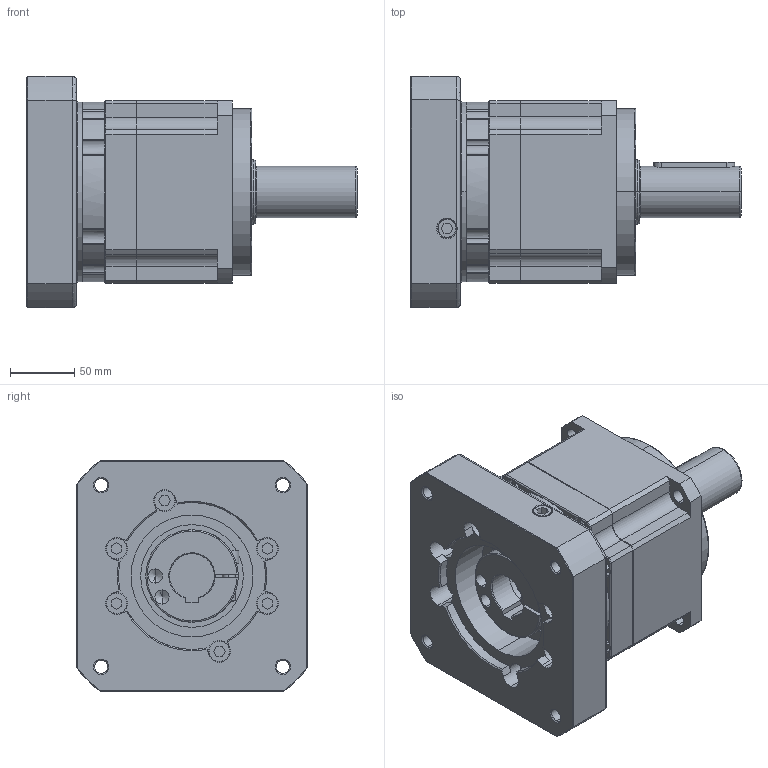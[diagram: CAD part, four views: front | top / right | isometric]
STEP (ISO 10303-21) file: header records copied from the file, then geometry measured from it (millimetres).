
FILE_DESCRIPTION (( 'STEP AP203' ), '1' );
FILE_NAME ('PGH142-L1-35-114.3-200-M12-A40(入力带键槽).STEP', '2024-05-18T10:42:07', ( '' ), ( '' ), 'SwSTEP 2.0', 'SolidWorks 2018', '' );
FILE_SCHEMA (( 'CONFIG_CONTROL_DESIGN' ));
Length unit declared in the file: millimetre
Products named in the file (1): PGH142-L1-35-114.3-200-M12-A40(入力带键槽)
Bounding box: 257 x 180 x 180 mm (x, y, z)
Volume: 3292138.5 mm3; surface area: 356463.1 mm2
Topology: 23 solids, 23 shells, 670 faces, 1616 edges, 1019 vertices
Faces by surface type: plane 283, cylinder 225, torus 80, cone 79, bspline 3
Entity records: 22126 total; most frequent: CARTESIAN_POINT 6220, DIRECTION 3428, ORIENTED_EDGE 3220, EDGE_CURVE 1610, AXIS2_PLACEMENT_3D 1309, VERTEX_POINT 1019, LINE 810, VECTOR 810
